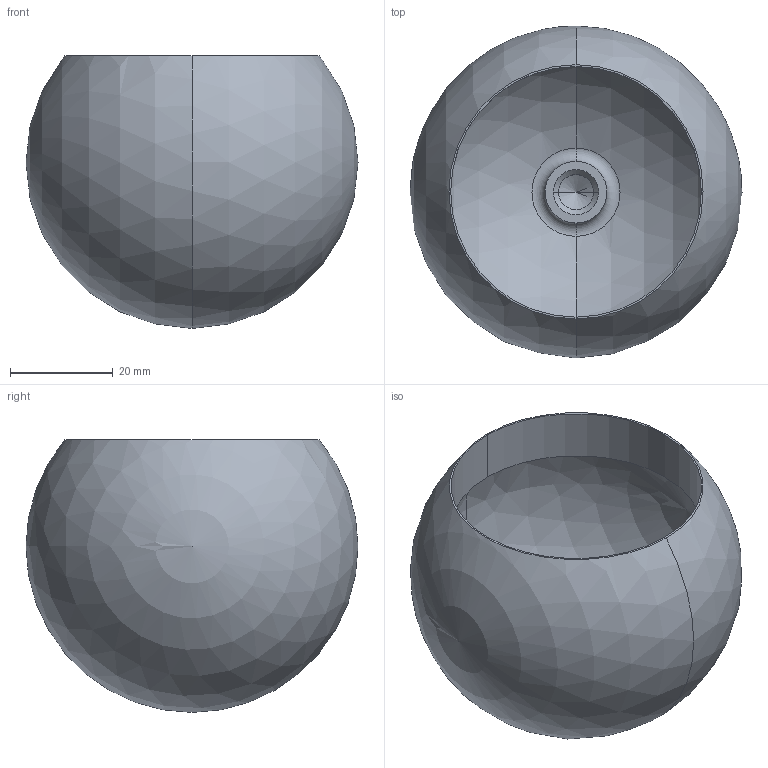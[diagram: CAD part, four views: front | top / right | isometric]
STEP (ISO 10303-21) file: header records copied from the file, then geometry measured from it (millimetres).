
FILE_DESCRIPTION (( 'STEP AP203' ), '1' );
FILE_NAME ('50281-240H.STEP', '2017-10-26T09:29:25', ( '' ), ( '' ), 'SwSTEP 2.0', 'SolidWorks 2015', '' );
FILE_SCHEMA (( 'CONFIG_CONTROL_DESIGN' ));
Length unit declared in the file: millimetre
Products named in the file (1): 50281-240H
Bounding box: 64.5 x 64.5 x 53 mm (x, y, z)
Volume: 23529.8 mm3; surface area: 21302.7 mm2
Topology: 1 solids, 1 shells, 264 faces, 706 edges, 466 vertices
Faces by surface type: plane 110, bspline 109, sphere 31, cylinder 6, cone 4, torus 4
Entity records: 12892 total; most frequent: CARTESIAN_POINT 6844, ORIENTED_EDGE 1376, DIRECTION 1024, EDGE_CURVE 688, VERTEX_POINT 456, AXIS2_PLACEMENT_3D 399, EDGE_LOOP 292, FACE_OUTER_BOUND 263
